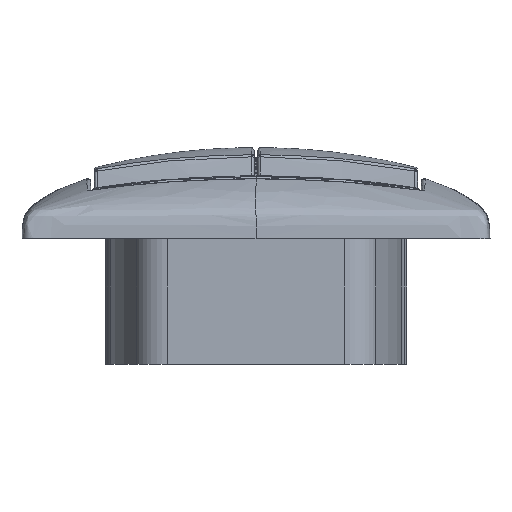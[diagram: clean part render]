
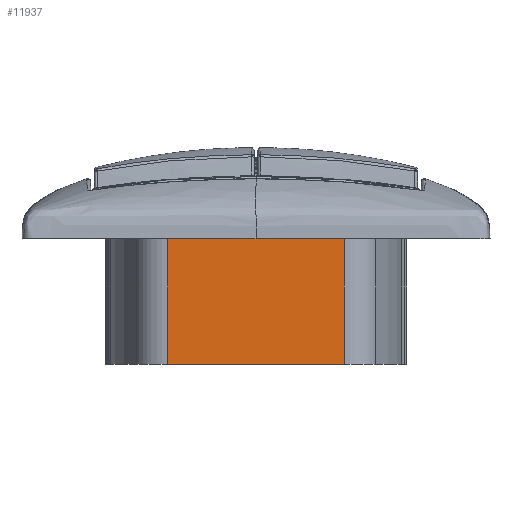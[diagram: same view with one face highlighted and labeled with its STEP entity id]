
A CAD part, front view. The second image highlights one B-rep face of the part: STEP entity #11937.
In plain terms, the highlighted planar face has unit normal (0, -1, 0).
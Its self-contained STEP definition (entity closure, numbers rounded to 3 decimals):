
#11937=ADVANCED_FACE('',(#48270),#48272,.F.);
#48270=FACE_BOUND('',#48271,.T.);
#48271=EDGE_LOOP('',(#60265,#60266,#60267,#60268));
#48272=PLANE('',#48273);
#48273=AXIS2_PLACEMENT_3D('',#48274,#48275,#48276);
#48274=CARTESIAN_POINT('',(-15.481,-25.7,-5.5));
#48275=DIRECTION('',(0.,1.,0.));
#48276=DIRECTION('',(1.,0.,0.));
#60265=ORIENTED_EDGE('',*,*,#71831,.T.);
#60266=ORIENTED_EDGE('',*,*,#71883,.T.);
#60267=ORIENTED_EDGE('',*,*,#71884,.F.);
#60268=ORIENTED_EDGE('',*,*,#71885,.F.);
#71831=EDGE_CURVE('',#79019,#79020,#79021,.T.);
#71883=EDGE_CURVE('',#79020,#79103,#79104,.T.);
#71884=EDGE_CURVE('',#79105,#79103,#79106,.T.);
#71885=EDGE_CURVE('',#79019,#79105,#79107,.T.);
#79019=VERTEX_POINT('',#135722);
#79020=VERTEX_POINT('',#135723);
#79021=LINE('',#135724,#135725);
#79103=VERTEX_POINT('',#136438);
#79104=LINE('',#136439,#136440);
#79105=VERTEX_POINT('',#136442);
#79106=LINE('',#136443,#136444);
#79107=LINE('',#136446,#136447);
#135722=CARTESIAN_POINT('',(15.481,-25.7,-6.));
#135723=CARTESIAN_POINT('',(-15.481,-25.7,-6.));
#135724=CARTESIAN_POINT('',(15.481,-25.7,-6.));
#135725=VECTOR('',#135726,1.);
#135726=DIRECTION('',(-1.,0.,0.));
#136438=CARTESIAN_POINT('',(-15.481,-25.7,-28.));
#136439=CARTESIAN_POINT('',(-15.481,-25.7,-6.));
#136440=VECTOR('',#136441,1.);
#136441=DIRECTION('',(0.,0.,-1.));
#136442=CARTESIAN_POINT('',(15.481,-25.7,-28.));
#136443=CARTESIAN_POINT('',(15.481,-25.7,-28.));
#136444=VECTOR('',#136445,1.);
#136445=DIRECTION('',(-1.,0.,0.));
#136446=CARTESIAN_POINT('',(15.481,-25.7,-6.));
#136447=VECTOR('',#136448,1.);
#136448=DIRECTION('',(0.,0.,-1.));
